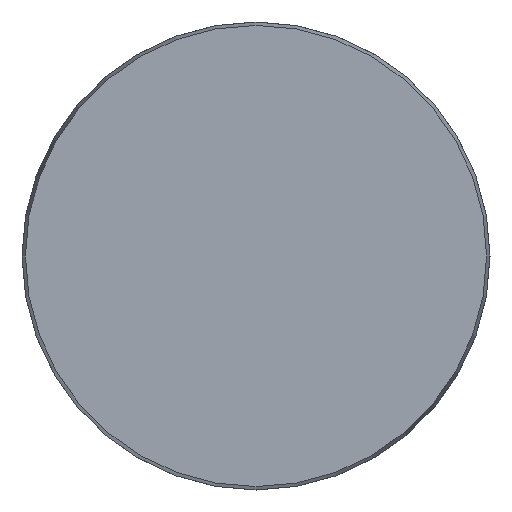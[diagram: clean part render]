
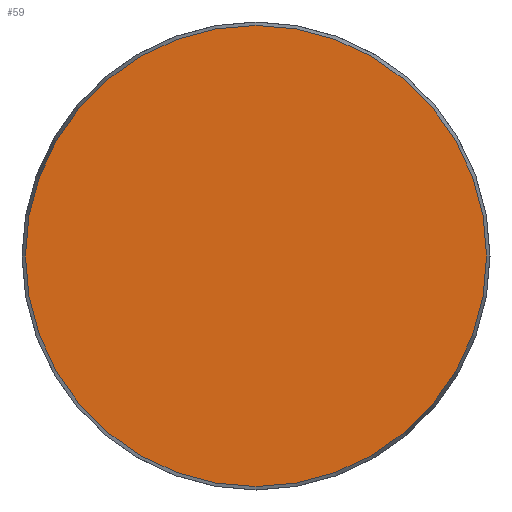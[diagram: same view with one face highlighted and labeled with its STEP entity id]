
A CAD part, front view. The second image highlights one B-rep face of the part: STEP entity #59.
In plain terms, the highlighted planar face has unit normal (0, -1, 0).
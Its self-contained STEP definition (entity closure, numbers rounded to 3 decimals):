
#59 = ADVANCED_FACE ( 'NONE', ( #239 ), #324, .F. ) ;
#63 = ORIENTED_EDGE ( 'NONE', *, *, #417, .T. ) ;
#161 = DIRECTION ( 'NONE',  ( 0., 0., 1. ) ) ;
#162 = CIRCLE ( 'NONE', #431, 38.425 ) ;
#225 = DIRECTION ( 'NONE',  ( 0., -1., 0. ) ) ;
#229 = CARTESIAN_POINT ( 'NONE',  ( 0., 0., -38.425 ) ) ;
#239 = FACE_OUTER_BOUND ( 'NONE', #518, .T. ) ;
#303 = DIRECTION ( 'NONE',  ( 0., 0., -1. ) ) ;
#324 = PLANE ( 'NONE',  #361 ) ;
#334 = CARTESIAN_POINT ( 'NONE',  ( 0., 0., 0. ) ) ;
#361 = AXIS2_PLACEMENT_3D ( 'NONE', #542, #536, #161 ) ;
#417 = EDGE_CURVE ( 'NONE', #449, #449, #162, .T. ) ;
#431 = AXIS2_PLACEMENT_3D ( 'NONE', #334, #225, #303 ) ;
#449 = VERTEX_POINT ( 'NONE', #229 ) ;
#518 = EDGE_LOOP ( 'NONE', ( #63 ) ) ;
#536 = DIRECTION ( 'NONE',  ( 0., 1., 0. ) ) ;
#542 = CARTESIAN_POINT ( 'NONE',  ( -38.425, 0., 0. ) ) ;
